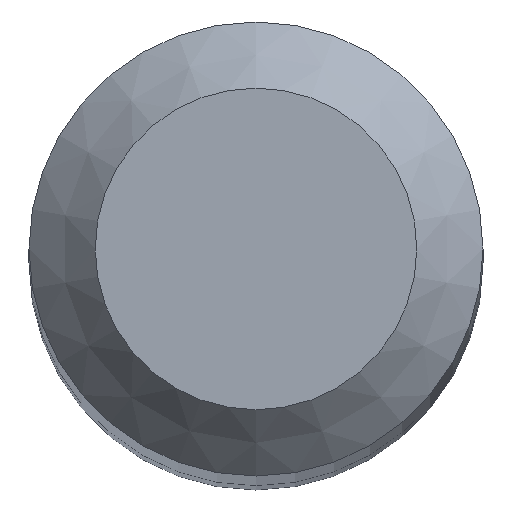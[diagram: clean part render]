
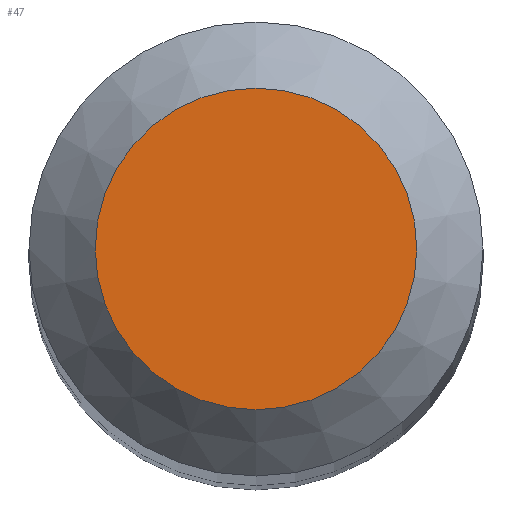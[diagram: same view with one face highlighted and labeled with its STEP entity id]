
A CAD part, top view. The second image highlights one B-rep face of the part: STEP entity #47.
In plain terms, the highlighted planar face has unit normal (0, 0, 1).
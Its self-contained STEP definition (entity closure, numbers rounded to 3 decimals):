
#30 = CARTESIAN_POINT ( 'NONE',  ( 0., 0., 43. ) ) ;
#38 = DIRECTION ( 'NONE',  ( 0., 1., 0. ) ) ;
#47 = ADVANCED_FACE ( 'NONE', ( #169 ), #168, .F. ) ;
#52 = VERTEX_POINT ( 'NONE', #144 ) ;
#57 = AXIS2_PLACEMENT_3D ( 'NONE', #82, #146, #38 ) ;
#82 = CARTESIAN_POINT ( 'NONE',  ( 0., 0., 43. ) ) ;
#94 = DIRECTION ( 'NONE',  ( 0., 0., -1. ) ) ;
#97 = EDGE_CURVE ( 'NONE', #52, #52, #99, .T. ) ;
#99 = CIRCLE ( 'NONE', #57, 0.85 ) ;
#144 = CARTESIAN_POINT ( 'NONE',  ( 0., 0.85, 43. ) ) ;
#146 = DIRECTION ( 'NONE',  ( 0., 0., -1. ) ) ;
#153 = EDGE_LOOP ( 'NONE', ( #199 ) ) ;
#168 = PLANE ( 'NONE',  #195 ) ;
#169 = FACE_OUTER_BOUND ( 'NONE', #153, .T. ) ;
#193 = DIRECTION ( 'NONE',  ( 0., 1., 0. ) ) ;
#195 = AXIS2_PLACEMENT_3D ( 'NONE', #30, #94, #193 ) ;
#199 = ORIENTED_EDGE ( 'NONE', *, *, #97, .F. ) ;
